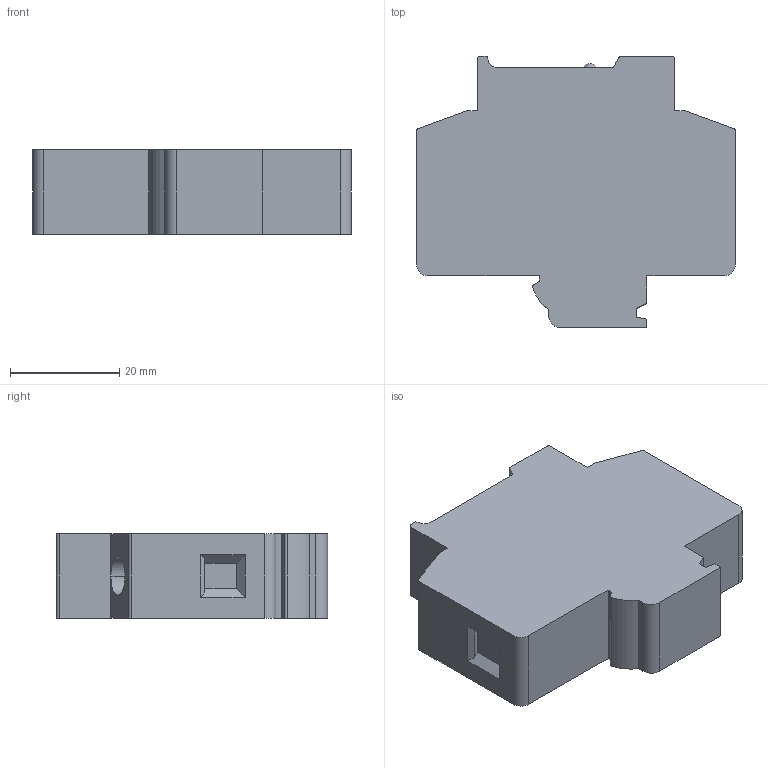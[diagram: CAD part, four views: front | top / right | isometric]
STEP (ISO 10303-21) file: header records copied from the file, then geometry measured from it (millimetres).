
FILE_DESCRIPTION((''),'2;1');
FILE_NAME('1-5RDX','2023-11-08T',('dell'),(''),'PRO/ENGINEER BY PARAMETRIC TECHNOLOGY CORPORATION, 2013230','PRO/ENGINEER BY PARAMETRIC TECHNOLOGY CORPORATION, 2013230','');
FILE_SCHEMA(('AUTOMOTIVE_DESIGN { 1 0 10303 214 1 1 1 1 }'));
Length unit declared in the file: millimetre
Products named in the file (1): 1-5RDX
Bounding box: 58.4 x 49.7 x 15.4 mm (x, y, z)
Volume: 33863.2 mm3; surface area: 7900.3 mm2
Topology: 1 solids, 1 shells, 58 faces, 162 edges, 105 vertices
Faces by surface type: plane 41, cylinder 15, sphere 2
Entity records: 1915 total; most frequent: CARTESIAN_POINT 365, ORIENTED_EDGE 312, DIRECTION 298, EDGE_CURVE 156, VECTOR 122, LINE 122, VERTEX_POINT 103, AXIS2_PLACEMENT_3D 88
